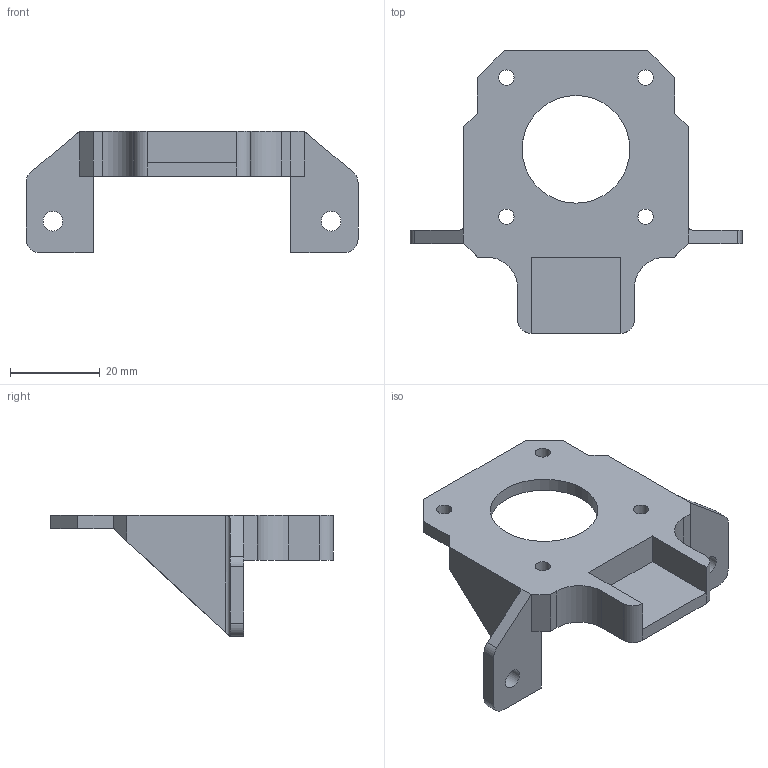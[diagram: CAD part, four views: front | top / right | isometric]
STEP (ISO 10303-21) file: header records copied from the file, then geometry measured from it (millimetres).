
FILE_DESCRIPTION(/* description */ ('FreeCAD Model'),/* implementation_level */ '2;1');
FILE_NAME(/* name */ '1no Z Motor Holder.stp',/* time_stamp */ '2019-04-02T19:43:00+01:00',/* author */ ('Ax'),/* organization */ (''),/* preprocessor_version */ 'ST-DEVELOPER v17.2',/* originating_system */ 'Autodesk Inventor 2019',/* authorisation */ 'Unknown');
FILE_SCHEMA (('AUTOMOTIVE_DESIGN { 1 0 10303 214 3 1 1 }'));
Length unit declared in the file: millimetre
Products named in the file (1): Z_Motor_Holder
Bounding box: 74 x 63 x 27 mm (x, y, z)
Volume: 11968.1 mm3; surface area: 9199 mm2
Topology: 1 solids, 1 shells, 61 faces, 180 edges, 122 vertices
Faces by surface type: plane 43, cylinder 18
Full cylindrical faces by diameter (mm): 3.4 x4, 4.4 x3, 24 x1
Entity records: 2134 total; most frequent: CARTESIAN_POINT 364, ORIENTED_EDGE 360, DIRECTION 358, EDGE_CURVE 180, LINE 126, VECTOR 126, VERTEX_POINT 122, AXIS2_PLACEMENT_3D 116
